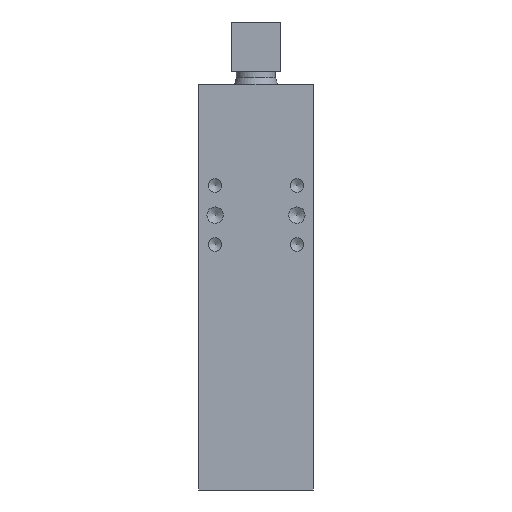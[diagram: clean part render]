
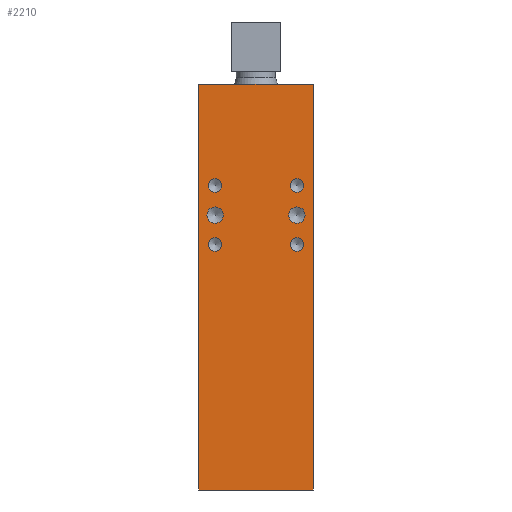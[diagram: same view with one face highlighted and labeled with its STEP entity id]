
A CAD part, left-side view. The second image highlights one B-rep face of the part: STEP entity #2210.
In plain terms, the highlighted planar face has unit normal (-1, 0, 0).
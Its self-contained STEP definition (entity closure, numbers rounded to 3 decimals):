
#527=CARTESIAN_POINT('',(-17.5,-17.5,0.0));
#528=VERTEX_POINT('',#527);
#535=CARTESIAN_POINT('',(-17.5,17.5,0.0));
#536=VERTEX_POINT('',#535);
#537=CARTESIAN_POINT('',(-17.5,-17.5,0.0));
#538=DIRECTION('',(0.0,1.0,0.0));
#539=VECTOR('',#538,35.);
#540=LINE('',#537,#539);
#541=EDGE_CURVE('',#528,#536,#540,.T.);
#1426=CARTESIAN_POINT('',(-17.5,17.5,124.0));
#1427=VERTEX_POINT('',#1426);
#1428=CARTESIAN_POINT('',(-17.5,17.5,0.0));
#1429=DIRECTION('',(0.0,0.0,1.0));
#1430=VECTOR('',#1429,124.0);
#1431=LINE('',#1428,#1430);
#1432=EDGE_CURVE('',#536,#1427,#1431,.T.);
#1484=CARTESIAN_POINT('',(-17.5,12.5,72.933));
#1485=VERTEX_POINT('',#1484);
#1486=CARTESIAN_POINT('',(-17.5,12.5,75.));
#1487=DIRECTION('',(1.0,0.0,0.0));
#1488=DIRECTION('',(0.0,0.0,-1.0));
#1489=AXIS2_PLACEMENT_3D('',#1486,#1487,#1488);
#1490=CIRCLE('',#1489,2.067);
#1491=EDGE_CURVE('',#1485,#1485,#1490,.T.);
#1521=CARTESIAN_POINT('',(-17.5,12.5,90.933));
#1522=VERTEX_POINT('',#1521);
#1523=CARTESIAN_POINT('',(-17.5,12.5,93.0));
#1524=DIRECTION('',(1.0,0.0,0.0));
#1525=DIRECTION('',(0.0,0.0,-1.0));
#1526=AXIS2_PLACEMENT_3D('',#1523,#1524,#1525);
#1527=CIRCLE('',#1526,2.067);
#1528=EDGE_CURVE('',#1522,#1522,#1527,.T.);
#1558=CARTESIAN_POINT('',(-17.5,-12.5,90.933));
#1559=VERTEX_POINT('',#1558);
#1560=CARTESIAN_POINT('',(-17.5,-12.5,93.0));
#1561=DIRECTION('',(1.0,0.0,0.0));
#1562=DIRECTION('',(0.0,0.0,-1.0));
#1563=AXIS2_PLACEMENT_3D('',#1560,#1561,#1562);
#1564=CIRCLE('',#1563,2.067);
#1565=EDGE_CURVE('',#1559,#1559,#1564,.T.);
#1595=CARTESIAN_POINT('',(-17.5,-12.5,72.933));
#1596=VERTEX_POINT('',#1595);
#1597=CARTESIAN_POINT('',(-17.5,-12.5,75.));
#1598=DIRECTION('',(1.0,0.0,0.0));
#1599=DIRECTION('',(0.0,0.0,-1.0));
#1600=AXIS2_PLACEMENT_3D('',#1597,#1598,#1599);
#1601=CIRCLE('',#1600,2.067);
#1602=EDGE_CURVE('',#1596,#1596,#1601,.T.);
#1632=CARTESIAN_POINT('',(-17.5,-12.5,81.5));
#1633=VERTEX_POINT('',#1632);
#1634=CARTESIAN_POINT('',(-17.5,-12.5,84.0));
#1635=DIRECTION('',(1.0,0.0,0.0));
#1636=DIRECTION('',(0.0,0.0,-1.0));
#1637=AXIS2_PLACEMENT_3D('',#1634,#1635,#1636);
#1638=CIRCLE('',#1637,2.5);
#1639=EDGE_CURVE('',#1633,#1633,#1638,.T.);
#1669=CARTESIAN_POINT('',(-17.5,12.5,81.5));
#1670=VERTEX_POINT('',#1669);
#1671=CARTESIAN_POINT('',(-17.5,12.5,84.0));
#1672=DIRECTION('',(1.0,0.0,0.0));
#1673=DIRECTION('',(0.0,0.0,-1.0));
#1674=AXIS2_PLACEMENT_3D('',#1671,#1672,#1673);
#1675=CIRCLE('',#1674,2.5);
#1676=EDGE_CURVE('',#1670,#1670,#1675,.T.);
#2156=CARTESIAN_POINT('',(-17.5,-17.5,124.0));
#2157=VERTEX_POINT('',#2156);
#2164=CARTESIAN_POINT('',(-17.5,-17.5,0.0));
#2165=DIRECTION('',(0.0,0.0,1.0));
#2166=VECTOR('',#2165,124.0);
#2167=LINE('',#2164,#2166);
#2168=EDGE_CURVE('',#528,#2157,#2167,.T.);
#2176=CARTESIAN_POINT('',(-17.5,-17.5,0.0));
#2177=DIRECTION('',(-1.0,0.0,0.0));
#2178=DIRECTION('',(0.0,0.0,1.0));
#2179=AXIS2_PLACEMENT_3D('',#2176,#2177,#2178);
#2180=PLANE('',#2179);
#2181=CARTESIAN_POINT('',(-17.5,-17.5,124.0));
#2182=DIRECTION('',(0.0,1.0,0.0));
#2183=VECTOR('',#2182,35.);
#2184=LINE('',#2181,#2183);
#2185=EDGE_CURVE('',#2157,#1427,#2184,.T.);
#2186=ORIENTED_EDGE('',*,*,#2185,.T.);
#2187=ORIENTED_EDGE('',*,*,#1432,.F.);
#2188=ORIENTED_EDGE('',*,*,#541,.F.);
#2189=ORIENTED_EDGE('',*,*,#2168,.T.);
#2190=EDGE_LOOP('',(#2186,#2187,#2188,#2189));
#2191=FACE_OUTER_BOUND('',#2190,.T.);
#2192=ORIENTED_EDGE('',*,*,#1491,.T.);
#2193=EDGE_LOOP('',(#2192));
#2194=FACE_BOUND('',#2193,.T.);
#2195=ORIENTED_EDGE('',*,*,#1528,.T.);
#2196=EDGE_LOOP('',(#2195));
#2197=FACE_BOUND('',#2196,.T.);
#2198=ORIENTED_EDGE('',*,*,#1565,.T.);
#2199=EDGE_LOOP('',(#2198));
#2200=FACE_BOUND('',#2199,.T.);
#2201=ORIENTED_EDGE('',*,*,#1602,.T.);
#2202=EDGE_LOOP('',(#2201));
#2203=FACE_BOUND('',#2202,.T.);
#2204=ORIENTED_EDGE('',*,*,#1639,.T.);
#2205=EDGE_LOOP('',(#2204));
#2206=FACE_BOUND('',#2205,.T.);
#2207=ORIENTED_EDGE('',*,*,#1676,.T.);
#2208=EDGE_LOOP('',(#2207));
#2209=FACE_BOUND('',#2208,.T.);
#2210=ADVANCED_FACE('',(#2191,#2194,#2197,#2200,#2203,#2206,#2209),#2180,.T.);
